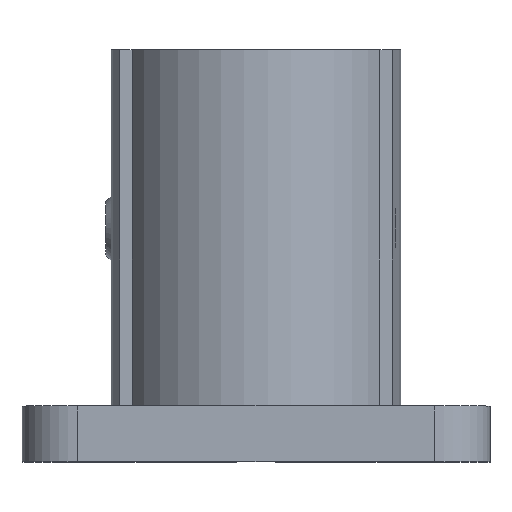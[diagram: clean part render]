
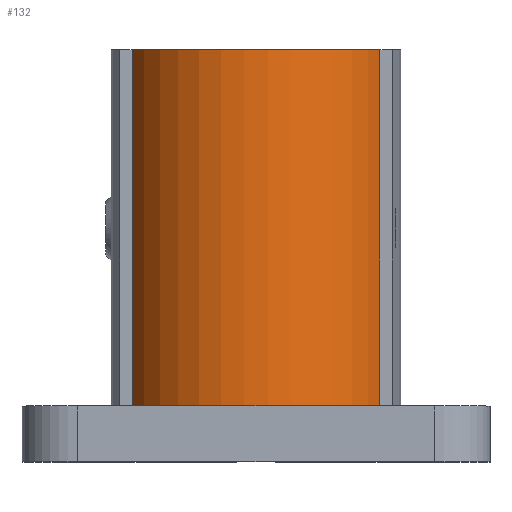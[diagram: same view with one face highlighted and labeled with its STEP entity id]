
A CAD part, top view. The second image highlights one B-rep face of the part: STEP entity #132.
In plain terms, the highlighted cylindrical face has radius 12.5 mm (diameter 25 mm), a partial arc.
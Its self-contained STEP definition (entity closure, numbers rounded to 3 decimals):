
#132 = ADVANCED_FACE( '', ( #348 ), #349, .T. );
#348 = FACE_OUTER_BOUND( '', #680, .T. );
#349 = CYLINDRICAL_SURFACE( '', #681, 12.5 );
#680 = EDGE_LOOP( '', ( #1033, #1034, #1035, #1036 ) );
#681 = AXIS2_PLACEMENT_3D( '', #1037, #1038, #1039 );
#1033 = ORIENTED_EDGE( '', *, *, #1903, .F. );
#1034 = ORIENTED_EDGE( '', *, *, #1904, .F. );
#1035 = ORIENTED_EDGE( '', *, *, #1905, .F. );
#1036 = ORIENTED_EDGE( '', *, *, #1906, .F. );
#1037 = CARTESIAN_POINT( '', ( 0., 37., 0. ) );
#1038 = DIRECTION( '', ( 0., 1., 0. ) );
#1039 = DIRECTION( '', ( 0., 0., -1. ) );
#1903 = EDGE_CURVE( '', #2273, #2274, #2275, .T. );
#1904 = EDGE_CURVE( '', #2276, #2273, #2277, .T. );
#1905 = EDGE_CURVE( '', #2278, #2276, #2279, .F. );
#1906 = EDGE_CURVE( '', #2274, #2278, #2280, .F. );
#2273 = VERTEX_POINT( '', #2809 );
#2274 = VERTEX_POINT( '', #2810 );
#2275 = LINE( '', #2811, #2812 );
#2276 = VERTEX_POINT( '', #2813 );
#2277 = CIRCLE( '', #2814, 12.5 );
#2278 = VERTEX_POINT( '', #2815 );
#2279 = LINE( '', #2816, #2817 );
#2280 = CIRCLE( '', #2818, 12.5 );
#2809 = CARTESIAN_POINT( '', ( 11.125, 37., 5.7 ) );
#2810 = CARTESIAN_POINT( '', ( 11.125, 5., 5.7 ) );
#2811 = CARTESIAN_POINT( '', ( 11.125, 37., 5.7 ) );
#2812 = VECTOR( '', #3522, 1000. );
#2813 = CARTESIAN_POINT( '', ( -11.125, 37., 5.7 ) );
#2814 = AXIS2_PLACEMENT_3D( '', #3523, #3524, #3525 );
#2815 = CARTESIAN_POINT( '', ( -11.125, 5., 5.7 ) );
#2816 = CARTESIAN_POINT( '', ( -11.125, 37., 5.7 ) );
#2817 = VECTOR( '', #3526, 1000. );
#2818 = AXIS2_PLACEMENT_3D( '', #3527, #3528, #3529 );
#3522 = DIRECTION( '', ( 0., -1., 0. ) );
#3523 = CARTESIAN_POINT( '', ( 0., 37., 0. ) );
#3524 = DIRECTION( '', ( 0., 1., 0. ) );
#3525 = DIRECTION( '', ( 1., 0., 0. ) );
#3526 = DIRECTION( '', ( 0., -1., 0. ) );
#3527 = CARTESIAN_POINT( '', ( 0., 5., 0. ) );
#3528 = DIRECTION( '', ( 0., 1., 0. ) );
#3529 = DIRECTION( '', ( 0., 0., 1. ) );
